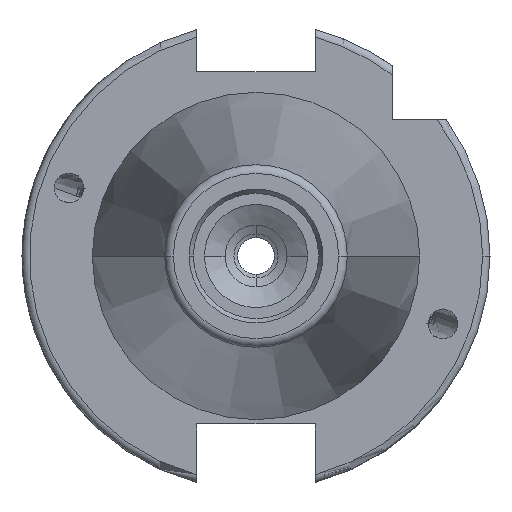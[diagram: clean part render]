
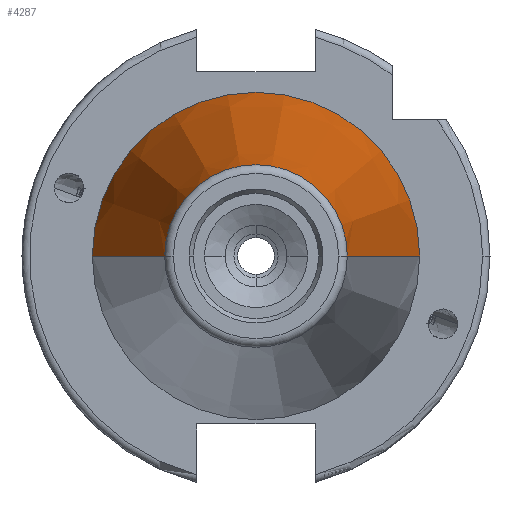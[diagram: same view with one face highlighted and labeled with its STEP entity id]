
A CAD part, left-side view. The second image highlights one B-rep face of the part: STEP entity #4287.
In plain terms, the highlighted conical face has half-angle 8.297 degrees and reference radius 22.225 mm.
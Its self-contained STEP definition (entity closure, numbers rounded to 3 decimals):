
#82 = AXIS2_PLACEMENT_3D ( 'NONE', #4079, #3770, #273 ) ;
#273 = DIRECTION ( 'NONE',  ( 0., -1., 0. ) ) ;
#390 = DIRECTION ( 'NONE',  ( 1., 0., 0. ) ) ;
#790 = CARTESIAN_POINT ( 'NONE',  ( 0., 0., 0. ) ) ;
#796 = LINE ( 'NONE', #3848, #4944 ) ;
#867 = ORIENTED_EDGE ( 'NONE', *, *, #1595, .T. ) ;
#1159 = CARTESIAN_POINT ( 'NONE',  ( 0., 22.225, 0. ) ) ;
#1192 = DIRECTION ( 'NONE',  ( 0.99, 0.144, 0. ) ) ;
#1517 = CARTESIAN_POINT ( 'NONE',  ( -67.373, 12.4, 0. ) ) ;
#1546 = CARTESIAN_POINT ( 'NONE',  ( 0., -22.225, 0. ) ) ;
#1595 = EDGE_CURVE ( 'NONE', #4181, #2878, #2639, .T. ) ;
#1725 = VERTEX_POINT ( 'NONE', #4901 ) ;
#1771 = EDGE_CURVE ( 'NONE', #4163, #2878, #3087, .T. ) ;
#2043 = ORIENTED_EDGE ( 'NONE', *, *, #3177, .T. ) ;
#2425 = CARTESIAN_POINT ( 'NONE',  ( -67.373, 0., 0. ) ) ;
#2612 = EDGE_LOOP ( 'NONE', ( #3028, #2043, #867, #2740 ) ) ;
#2639 = CIRCLE ( 'NONE', #82, 22.225 ) ;
#2740 = ORIENTED_EDGE ( 'NONE', *, *, #1771, .F. ) ;
#2813 = CARTESIAN_POINT ( 'NONE',  ( 0., 22.225, 0. ) ) ;
#2843 = DIRECTION ( 'NONE',  ( 0., -1., 0. ) ) ;
#2878 = VERTEX_POINT ( 'NONE', #2813 ) ;
#3028 = ORIENTED_EDGE ( 'NONE', *, *, #4222, .F. ) ;
#3087 = LINE ( 'NONE', #1159, #3214 ) ;
#3177 = EDGE_CURVE ( 'NONE', #1725, #4181, #796, .T. ) ;
#3214 = VECTOR ( 'NONE', #1192, 1000. ) ;
#3536 = FACE_OUTER_BOUND ( 'NONE', #2612, .T. ) ;
#3694 = DIRECTION ( 'NONE',  ( 0., 1., 0. ) ) ;
#3770 = DIRECTION ( 'NONE',  ( -1., 0., 0. ) ) ;
#3787 = CIRCLE ( 'NONE', #4626, 12.4 ) ;
#3848 = CARTESIAN_POINT ( 'NONE',  ( 0., -22.225, 0. ) ) ;
#4079 = CARTESIAN_POINT ( 'NONE',  ( 0., 0., 0. ) ) ;
#4163 = VERTEX_POINT ( 'NONE', #1517 ) ;
#4181 = VERTEX_POINT ( 'NONE', #1546 ) ;
#4222 = EDGE_CURVE ( 'NONE', #1725, #4163, #3787, .T. ) ;
#4287 = ADVANCED_FACE ( 'NONE', ( #3536 ), #4510, .T. ) ;
#4510 = CONICAL_SURFACE ( 'NONE', #5195, 22.225, 0.145 ) ;
#4626 = AXIS2_PLACEMENT_3D ( 'NONE', #2425, #5327, #2843 ) ;
#4901 = CARTESIAN_POINT ( 'NONE',  ( -67.373, -12.4, 0. ) ) ;
#4944 = VECTOR ( 'NONE', #5094, 1000. ) ;
#5094 = DIRECTION ( 'NONE',  ( 0.99, -0.144, 0. ) ) ;
#5195 = AXIS2_PLACEMENT_3D ( 'NONE', #790, #390, #3694 ) ;
#5327 = DIRECTION ( 'NONE',  ( -1., 0., 0. ) ) ;
